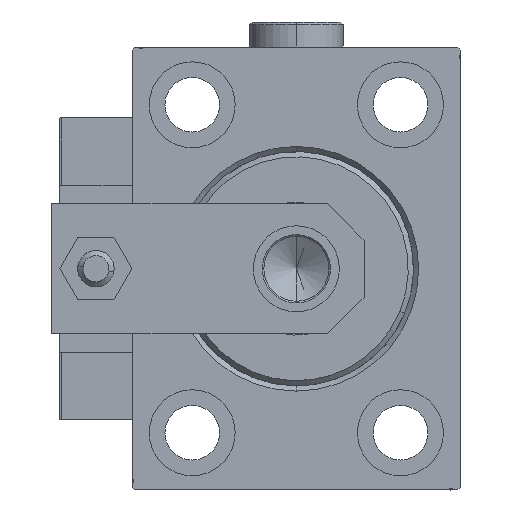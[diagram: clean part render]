
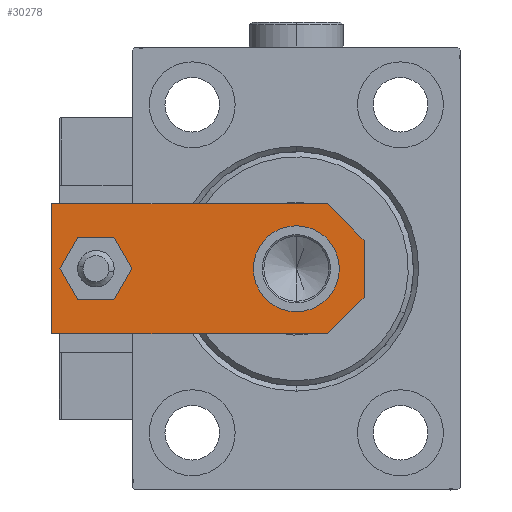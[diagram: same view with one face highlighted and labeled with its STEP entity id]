
A CAD part, left-side view. The second image highlights one B-rep face of the part: STEP entity #30278.
In plain terms, the highlighted face is planar.
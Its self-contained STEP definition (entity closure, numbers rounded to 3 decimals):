
#598 = DIRECTION ( 'NONE',  ( 1., 0., 0. ) ) ;
#688 = LINE ( 'NONE', #39789, #38691 ) ;
#2722 = CARTESIAN_POINT ( 'NONE',  ( -5.5, 0., 6. ) ) ;
#3417 = PLANE ( 'NONE',  #41791 ) ;
#3646 = CARTESIAN_POINT ( 'NONE',  ( 0., 51.5, 6. ) ) ;
#3655 = AXIS2_PLACEMENT_3D ( 'NONE', #35873, #48650, #33000 ) ;
#4581 = DIRECTION ( 'NONE',  ( -1., 0., 0. ) ) ;
#8039 = CARTESIAN_POINT ( 'NONE',  ( 0., 13., 6. ) ) ;
#8411 = CARTESIAN_POINT ( 'NONE',  ( 0., 51.5, 6. ) ) ;
#8473 = VERTEX_POINT ( 'NONE', #17653 ) ;
#9143 = ORIENTED_EDGE ( 'NONE', *, *, #25774, .F. ) ;
#9526 = EDGE_LOOP ( 'NONE', ( #11513, #30004 ) ) ;
#10402 = VERTEX_POINT ( 'NONE', #24959 ) ;
#11500 = FACE_OUTER_BOUND ( 'NONE', #37134, .T. ) ;
#11513 = ORIENTED_EDGE ( 'NONE', *, *, #45357, .F. ) ;
#11636 = CARTESIAN_POINT ( 'NONE',  ( 4., 51.5, 6. ) ) ;
#12839 = CARTESIAN_POINT ( 'NONE',  ( -12.5, 0., 6. ) ) ;
#13076 = EDGE_CURVE ( 'NONE', #49356, #18913, #688, .T. ) ;
#13952 = EDGE_CURVE ( 'NONE', #8473, #20855, #31241, .T. ) ;
#14083 = CARTESIAN_POINT ( 'NONE',  ( 12.5, 60., 6. ) ) ;
#15232 = VECTOR ( 'NONE', #32677, 1000. ) ;
#15380 = DIRECTION ( 'NONE',  ( 1., 0., 0. ) ) ;
#16451 = DIRECTION ( 'NONE',  ( 0., -1., 0. ) ) ;
#17309 = AXIS2_PLACEMENT_3D ( 'NONE', #8411, #51190, #39451 ) ;
#17653 = CARTESIAN_POINT ( 'NONE',  ( 5.5, 0., 6. ) ) ;
#18055 = CARTESIAN_POINT ( 'NONE',  ( 12.5, 0., 6. ) ) ;
#18483 = CARTESIAN_POINT ( 'NONE',  ( -12.5, 7., 6. ) ) ;
#18543 = FACE_BOUND ( 'NONE', #9526, .T. ) ;
#18913 = VERTEX_POINT ( 'NONE', #44583 ) ;
#19807 = VECTOR ( 'NONE', #598, 1000. ) ;
#20265 = ORIENTED_EDGE ( 'NONE', *, *, #13076, .T. ) ;
#20855 = VERTEX_POINT ( 'NONE', #43571 ) ;
#21624 = EDGE_CURVE ( 'NONE', #29633, #43043, #24738, .T. ) ;
#24727 = EDGE_CURVE ( 'NONE', #36477, #8473, #25079, .T. ) ;
#24738 = CIRCLE ( 'NONE', #46365, 4. ) ;
#24959 = CARTESIAN_POINT ( 'NONE',  ( -8.25, 13., 6. ) ) ;
#25025 = VECTOR ( 'NONE', #30038, 1000. ) ;
#25079 = LINE ( 'NONE', #12839, #19807 ) ;
#25356 = LINE ( 'NONE', #33187, #15232 ) ;
#25642 = ORIENTED_EDGE ( 'NONE', *, *, #21624, .F. ) ;
#25774 = EDGE_CURVE ( 'NONE', #43043, #29633, #33139, .T. ) ;
#26395 = LINE ( 'NONE', #18055, #25025 ) ;
#26841 = DIRECTION ( 'NONE',  ( 0., 0., 1. ) ) ;
#28706 = CARTESIAN_POINT ( 'NONE',  ( -12.5, 60., 6. ) ) ;
#29633 = VERTEX_POINT ( 'NONE', #50932 ) ;
#30004 = ORIENTED_EDGE ( 'NONE', *, *, #44997, .F. ) ;
#30038 = DIRECTION ( 'NONE',  ( 0., 1., 0. ) ) ;
#30278 = ADVANCED_FACE ( 'NONE', ( #42800, #11500, #18543 ), #3417, .T. ) ;
#30377 = VECTOR ( 'NONE', #48952, 1000. ) ;
#31154 = CIRCLE ( 'NONE', #3655, 8.25 ) ;
#31241 = LINE ( 'NONE', #47162, #30377 ) ;
#31817 = ORIENTED_EDGE ( 'NONE', *, *, #43507, .T. ) ;
#32677 = DIRECTION ( 'NONE',  ( 0.707, -0.707, 0. ) ) ;
#33000 = DIRECTION ( 'NONE',  ( 1., 0., 0. ) ) ;
#33139 = CIRCLE ( 'NONE', #17309, 4. ) ;
#33187 = CARTESIAN_POINT ( 'NONE',  ( -2.75, -2.75, 6. ) ) ;
#34445 = CARTESIAN_POINT ( 'NONE',  ( 0., 0., 6. ) ) ;
#35482 = DIRECTION ( 'NONE',  ( 0., 0., 1. ) ) ;
#35873 = CARTESIAN_POINT ( 'NONE',  ( 0., 13., 6. ) ) ;
#36351 = ORIENTED_EDGE ( 'NONE', *, *, #24727, .T. ) ;
#36477 = VERTEX_POINT ( 'NONE', #2722 ) ;
#36786 = EDGE_CURVE ( 'NONE', #20855, #49356, #26395, .T. ) ;
#37053 = ORIENTED_EDGE ( 'NONE', *, *, #36786, .T. ) ;
#37134 = EDGE_LOOP ( 'NONE', ( #49114, #31817, #36351, #41635, #37053, #20265 ) ) ;
#37295 = LINE ( 'NONE', #28706, #38670 ) ;
#37750 = CIRCLE ( 'NONE', #46089, 8.25 ) ;
#38670 = VECTOR ( 'NONE', #16451, 1000. ) ;
#38691 = VECTOR ( 'NONE', #4581, 1000. ) ;
#39350 = DIRECTION ( 'NONE',  ( 1., 0., 0. ) ) ;
#39451 = DIRECTION ( 'NONE',  ( 1., 0., 0. ) ) ;
#39789 = CARTESIAN_POINT ( 'NONE',  ( 12.5, 60., 6. ) ) ;
#41635 = ORIENTED_EDGE ( 'NONE', *, *, #13952, .T. ) ;
#41791 = AXIS2_PLACEMENT_3D ( 'NONE', #34445, #35482, #51388 ) ;
#42690 = VERTEX_POINT ( 'NONE', #18483 ) ;
#42800 = FACE_BOUND ( 'NONE', #44422, .T. ) ;
#43043 = VERTEX_POINT ( 'NONE', #11636 ) ;
#43507 = EDGE_CURVE ( 'NONE', #42690, #36477, #25356, .T. ) ;
#43571 = CARTESIAN_POINT ( 'NONE',  ( 12.5, 7., 6. ) ) ;
#44422 = EDGE_LOOP ( 'NONE', ( #25642, #9143 ) ) ;
#44583 = CARTESIAN_POINT ( 'NONE',  ( -12.5, 60., 6. ) ) ;
#44997 = EDGE_CURVE ( 'NONE', #45660, #10402, #37750, .T. ) ;
#45307 = CARTESIAN_POINT ( 'NONE',  ( 8.25, 13., 6. ) ) ;
#45357 = EDGE_CURVE ( 'NONE', #10402, #45660, #31154, .T. ) ;
#45660 = VERTEX_POINT ( 'NONE', #45307 ) ;
#46089 = AXIS2_PLACEMENT_3D ( 'NONE', #8039, #26841, #39350 ) ;
#46365 = AXIS2_PLACEMENT_3D ( 'NONE', #3646, #51360, #15380 ) ;
#47162 = CARTESIAN_POINT ( 'NONE',  ( 2.75, -2.75, 6. ) ) ;
#48650 = DIRECTION ( 'NONE',  ( 0., 0., 1. ) ) ;
#48952 = DIRECTION ( 'NONE',  ( 0.707, 0.707, 0. ) ) ;
#49114 = ORIENTED_EDGE ( 'NONE', *, *, #49128, .T. ) ;
#49128 = EDGE_CURVE ( 'NONE', #18913, #42690, #37295, .T. ) ;
#49356 = VERTEX_POINT ( 'NONE', #14083 ) ;
#50932 = CARTESIAN_POINT ( 'NONE',  ( -4., 51.5, 6. ) ) ;
#51190 = DIRECTION ( 'NONE',  ( 0., 0., 1. ) ) ;
#51360 = DIRECTION ( 'NONE',  ( 0., 0., 1. ) ) ;
#51388 = DIRECTION ( 'NONE',  ( 1., 0., 0. ) ) ;
